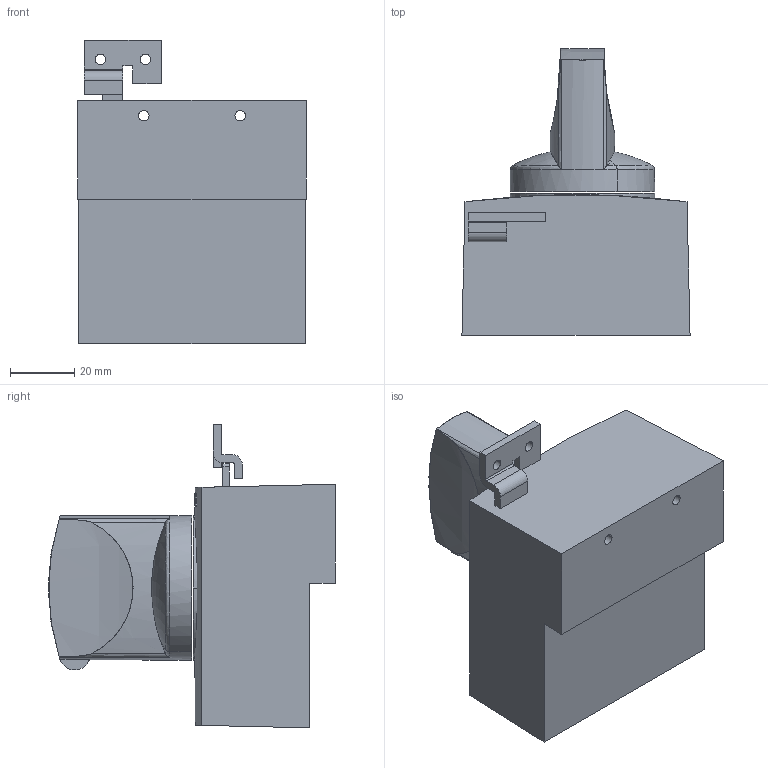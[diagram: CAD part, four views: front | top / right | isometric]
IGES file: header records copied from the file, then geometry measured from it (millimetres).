
Start section: START RECORD GO HERE.
Global section: file name: A2_3p_RHD.igs; native system: IBM CATIA IGES - CATIA Version 5 Release 18 ; preprocessor: CATIA Version 5 Release 18 ; author: uff.tecnico; organization: IMTEAM; date: 20090709.164311; units: millimetre
Bounding box: 71 x 89.23 x 94.52 mm (x, y, z)
Surface area: 32302 mm2 (no closed solid volume)
Topology: 0 solids, 0 shells, 78 faces, 396 edges, 392 vertices
Faces by surface type: revolution 42, plane 36
